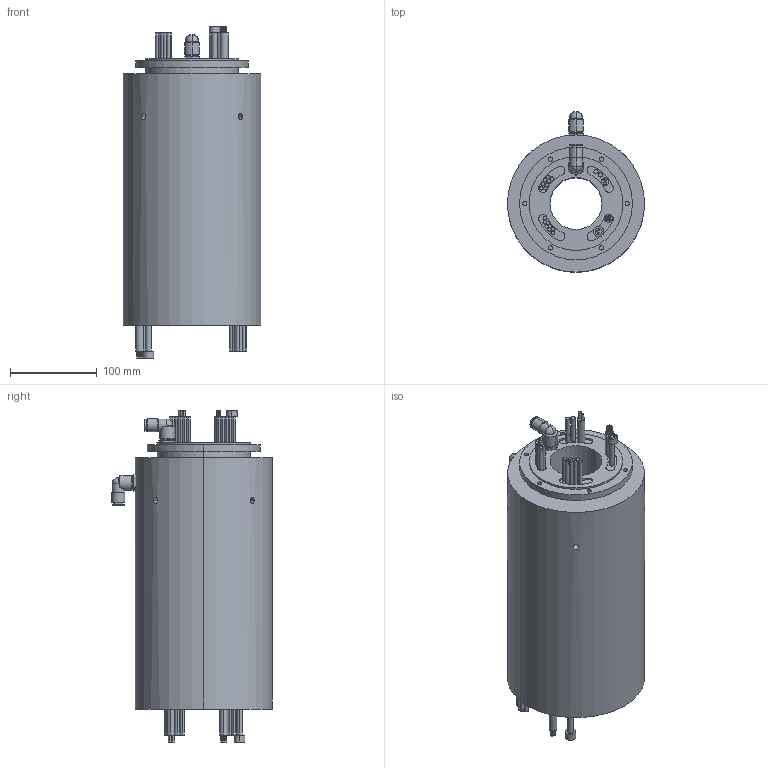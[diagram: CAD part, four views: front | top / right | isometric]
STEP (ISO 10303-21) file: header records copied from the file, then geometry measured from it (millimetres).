
FILE_DESCRIPTION (( 'STEP AP203' ), '1' );
FILE_NAME ('RX01228002.STEP', '2021-02-03T02:19:18', ( '微软用户' ), ( '微软中国' ), 'SwSTEP 2.0', 'SolidWorks 2014', '' );
FILE_SCHEMA (( 'CONFIG_CONTROL_DESIGN' ));
Length unit declared in the file: millimetre
Products named in the file (3): RX01228002; MEPH100-02-P0230-P1625-P0210-S11-1F-ID60(J834); KSL08-01S
Assembly tree (3 placements, depth 2):
  RX01228002
    MEPH100-02-P0230-P1625-P0210-S11-1F-ID60(J834)
    KSL08-01S  x2
Bounding box: 158 x 185.1 x 382.4 mm (x, y, z)
Volume: 5026010.8 mm3; surface area: 284563.5 mm2
Topology: 3 solids, 3 shells, 479 faces, 1071 edges, 698 vertices
Faces by surface type: cylinder 280, plane 145, cone 50, torus 4
Entity records: 12313 total; most frequent: CARTESIAN_POINT 2400, DIRECTION 2224, ORIENTED_EDGE 1800, AXIS2_PLACEMENT_3D 957, EDGE_CURVE 900, VERTEX_POINT 595, EDGE_LOOP 537, CIRCLE 536
